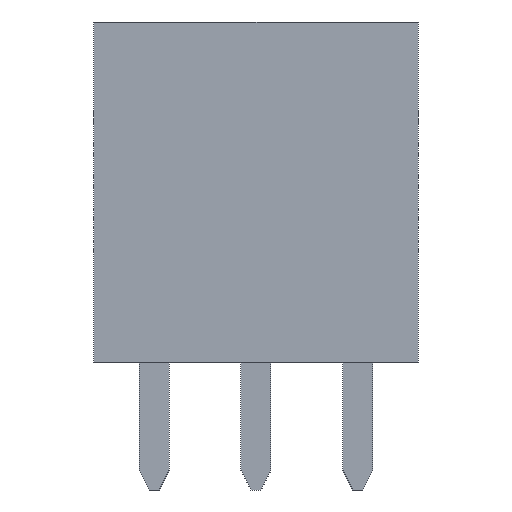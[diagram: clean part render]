
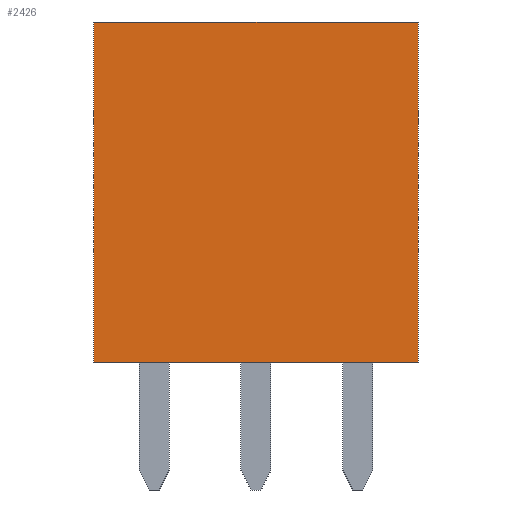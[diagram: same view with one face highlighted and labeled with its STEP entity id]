
A CAD part, front view. The second image highlights one B-rep face of the part: STEP entity #2426.
In plain terms, the highlighted planar face has unit normal (0, -1, 0).
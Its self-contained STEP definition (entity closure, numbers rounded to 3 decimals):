
#33 = VERTEX_POINT('',#34);
#34 = CARTESIAN_POINT('',(-4.06,-1.25,11.7));
#42 = EDGE_CURVE('',#43,#33,#45,.T.);
#43 = VERTEX_POINT('',#44);
#44 = CARTESIAN_POINT('',(-4.06,-1.25,3.2));
#45 = LINE('',#46,#47);
#46 = CARTESIAN_POINT('',(-4.06,-1.25,3.2));
#47 = VECTOR('',#48,1.);
#48 = DIRECTION('',(0.,0.,1.));
#238 = VERTEX_POINT('',#239);
#239 = CARTESIAN_POINT('',(4.06,-1.25,11.7));
#247 = EDGE_CURVE('',#248,#238,#250,.T.);
#248 = VERTEX_POINT('',#249);
#249 = CARTESIAN_POINT('',(4.06,-1.25,3.2));
#250 = LINE('',#251,#252);
#251 = CARTESIAN_POINT('',(4.06,-1.25,3.2));
#252 = VECTOR('',#253,1.);
#253 = DIRECTION('',(0.,0.,1.));
#859 = EDGE_CURVE('',#248,#43,#860,.T.);
#860 = LINE('',#861,#862);
#861 = CARTESIAN_POINT('',(4.06,-1.25,3.2));
#862 = VECTOR('',#863,1.);
#863 = DIRECTION('',(-1.,0.,0.));
#891 = EDGE_CURVE('',#33,#238,#892,.T.);
#892 = LINE('',#893,#894);
#893 = CARTESIAN_POINT('',(-4.06,-1.25,11.7));
#894 = VECTOR('',#895,1.);
#895 = DIRECTION('',(1.,0.,0.));
#2426 = ADVANCED_FACE('',(#2427),#2433,.F.);
#2427 = FACE_BOUND('',#2428,.T.);
#2428 = EDGE_LOOP('',(#2429,#2430,#2431,#2432));
#2429 = ORIENTED_EDGE('',*,*,#859,.F.);
#2430 = ORIENTED_EDGE('',*,*,#247,.T.);
#2431 = ORIENTED_EDGE('',*,*,#891,.F.);
#2432 = ORIENTED_EDGE('',*,*,#42,.F.);
#2433 = PLANE('',#2434);
#2434 = AXIS2_PLACEMENT_3D('',#2435,#2436,#2437);
#2435 = CARTESIAN_POINT('',(-4.06,-1.25,3.2));
#2436 = DIRECTION('',(0.,1.,0.));
#2437 = DIRECTION('',(0.,0.,1.));
